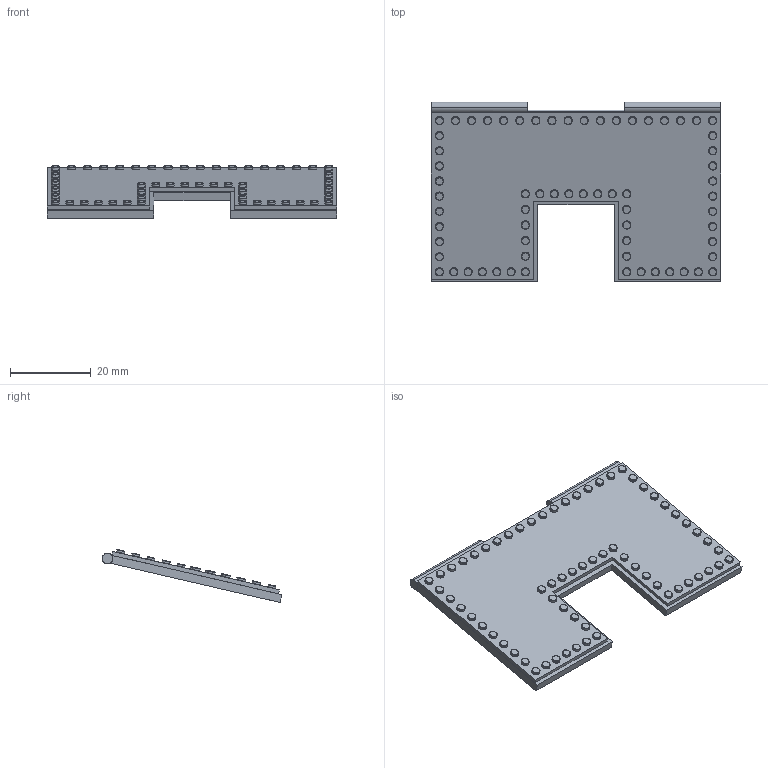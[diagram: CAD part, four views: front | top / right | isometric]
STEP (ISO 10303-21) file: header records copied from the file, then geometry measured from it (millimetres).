
FILE_DESCRIPTION(('TFLEX Exchange Step'),'2;1');
FILE_NAME(' корпуса часть косая.stp', '2022-04-26T00:51:44-21:00',('ilya'),('Unknown organisation'),'TFLEX Exchange 2022.0','T-FLEX CAD','Unknown authorisation');
FILE_SCHEMA( ('AUTOMOTIVE_DESIGN { 1 0 10303 214 1 1 1 1 }') );
Length unit declared in the file: millimetre
Products named in the file (1): Nodes
Bounding box: 71.55 x 44.4 x 13.08 mm (x, y, z)
Volume: 8388 mm3; surface area: 12321.9 mm2
Topology: 68 solids, 68 shells, 556 faces, 1124 edges, 704 vertices
Faces by surface type: torus 264, plane 154, cylinder 138
Entity records: 14895 total; most frequent: DIRECTION 3176, CARTESIAN_POINT 2385, ORIENTED_EDGE 2248, AXIS2_PLACEMENT_3D 1495, EDGE_CURVE 1124, CIRCLE 938, VERTEX_POINT 704, EDGE_LOOP 556
